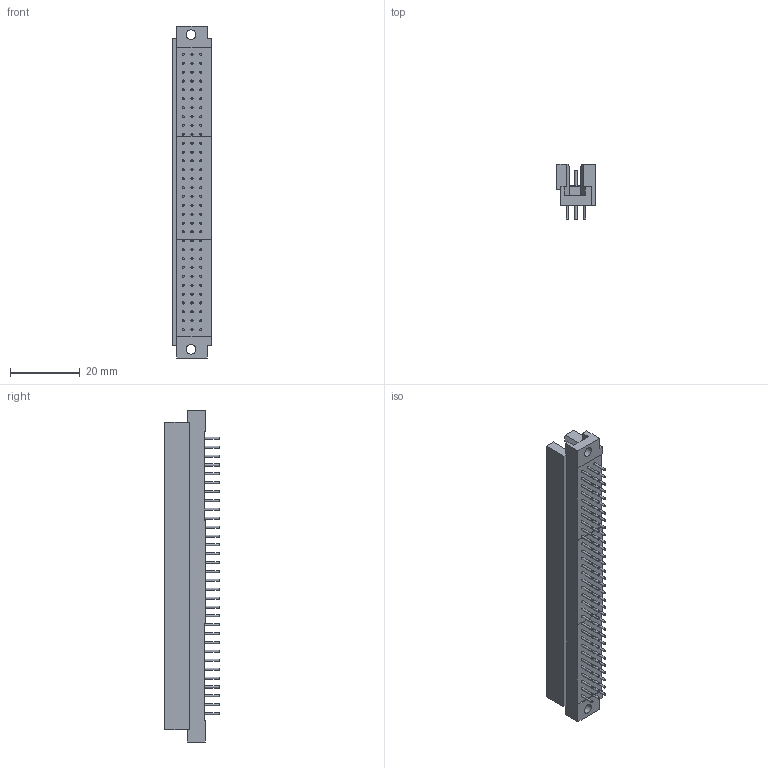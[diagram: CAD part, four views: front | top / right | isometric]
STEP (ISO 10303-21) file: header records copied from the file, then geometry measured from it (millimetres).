
FILE_DESCRIPTION(/* description */ (''),/* implementation_level */ '2;1');
FILE_NAME(/* name */ '100083305ugm000_b.stp',/* time_stamp */ '2015-05-20T12:48:47+02:00',/* author */ (''),/* organization */ (''),/* preprocessor_version */ 'ST-DEVELOPER v15',/* originating_system */ 'SIEMENS PLM Software NX 8.5',/* authorisation */ '');
FILE_SCHEMA (('AUTOMOTIVE_DESIGN { 1 0 10303 214 3 1 1 1 }'));
Length unit declared in the file: millimetre
Products named in the file (1): 100083305ugm000_b
Bounding box: 11.1 x 15.6 x 95 mm (x, y, z)
Volume: 6338.7 mm3; surface area: 7124.6 mm2
Topology: 1 solids, 1 shells, 456 faces, 768 edges, 507 vertices
Faces by surface type: plane 262, cylinder 194
Full cylindrical faces by diameter (mm): 0.6 x192, 2.8 x2
Entity records: 10401 total; most frequent: DIRECTION 1876, CARTESIAN_POINT 1538, ORIENTED_EDGE 1148, EDGE_LOOP 846, AXIS2_PLACEMENT_3D 845, FACE_BOUND 592, EDGE_CURVE 574, VERTEX_POINT 506
